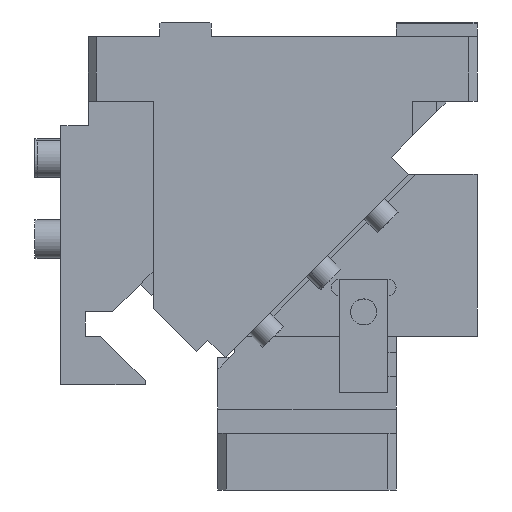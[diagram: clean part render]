
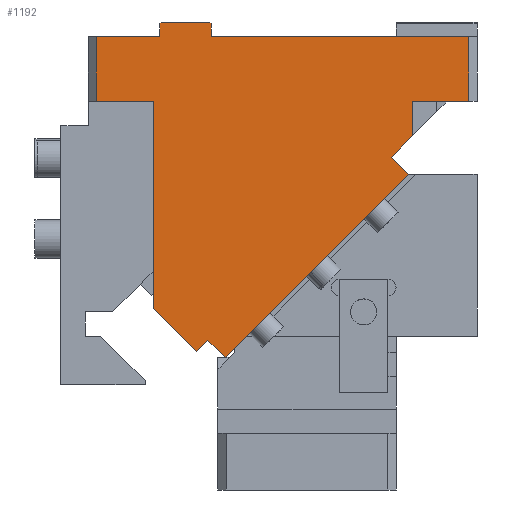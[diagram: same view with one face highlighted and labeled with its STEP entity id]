
A CAD part, front view. The second image highlights one B-rep face of the part: STEP entity #1192.
In plain terms, the highlighted planar face has unit normal (0, -1, 0).
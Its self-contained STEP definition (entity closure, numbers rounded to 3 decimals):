
#160=CARTESIAN_POINT('Vertex',(5.,-130.,0.)) ;
#163=CARTESIAN_POINT('Line Origine',(24.5,-130.,0.)) ;
#167=CARTESIAN_POINT('Vertex',(44.,-130.,0.)) ;
#480=CARTESIAN_POINT('Vertex',(76.,-130.,0.)) ;
#485=CARTESIAN_POINT('Line Origine',(155.5,-130.,0.)) ;
#489=CARTESIAN_POINT('Vertex',(235.,-130.,0.)) ;
#841=CARTESIAN_POINT('Vertex',(200.,-130.,-61.36)) ;
#844=CARTESIAN_POINT('Line Origine',(193.483,-130.,-67.877)) ;
#848=CARTESIAN_POINT('Vertex',(186.967,-130.,-74.393)) ;
#1039=CARTESIAN_POINT('Line Origine',(44.,-130.,4.)) ;
#1043=CARTESIAN_POINT('Vertex',(44.,-130.,8.)) ;
#1067=CARTESIAN_POINT('Axis2P3D Location',(0.,-130.,0.)) ;
#1072=CARTESIAN_POINT('Line Origine',(22.5,-130.,-40.)) ;
#1076=CARTESIAN_POINT('Vertex',(40.,-130.,-40.)) ;
#1078=CARTESIAN_POINT('Vertex',(5.,-130.,-40.)) ;
#1081=CARTESIAN_POINT('Line Origine',(40.,-130.,-103.921)) ;
#1085=CARTESIAN_POINT('Vertex',(40.,-130.,-167.843)) ;
#1088=CARTESIAN_POINT('Line Origine',(53.379,-130.,-181.222)) ;
#1092=CARTESIAN_POINT('Vertex',(66.759,-130.,-194.602)) ;
#1095=CARTESIAN_POINT('Line Origine',(70.294,-130.,-191.066)) ;
#1099=CARTESIAN_POINT('Vertex',(73.83,-130.,-187.53)) ;
#1102=CARTESIAN_POINT('Line Origine',(79.133,-130.,-192.834)) ;
#1106=CARTESIAN_POINT('Vertex',(84.437,-130.,-198.137)) ;
#1109=CARTESIAN_POINT('Line Origine',(141.005,-130.,-141.569)) ;
#1113=CARTESIAN_POINT('Vertex',(197.574,-130.,-85.)) ;
#1116=CARTESIAN_POINT('Line Origine',(192.27,-130.,-79.697)) ;
#1121=CARTESIAN_POINT('Line Origine',(200.,-130.,-50.68)) ;
#1125=CARTESIAN_POINT('Vertex',(200.,-130.,-40.)) ;
#1128=CARTESIAN_POINT('Line Origine',(217.5,-130.,-40.)) ;
#1132=CARTESIAN_POINT('Vertex',(235.,-130.,-40.)) ;
#1135=CARTESIAN_POINT('Line Origine',(235.,-130.,-20.)) ;
#1140=CARTESIAN_POINT('Line Origine',(76.,-130.,4.)) ;
#1144=CARTESIAN_POINT('Vertex',(76.,-130.,8.)) ;
#1147=CARTESIAN_POINT('Line Origine',(75.5,-130.,8.5)) ;
#1151=CARTESIAN_POINT('Vertex',(75.,-130.,9.)) ;
#1154=CARTESIAN_POINT('Line Origine',(60.,-130.,9.)) ;
#1158=CARTESIAN_POINT('Vertex',(45.,-130.,9.)) ;
#1161=CARTESIAN_POINT('Line Origine',(44.5,-130.,8.5)) ;
#1166=CARTESIAN_POINT('Line Origine',(5.,-130.,-20.)) ;
#164=DIRECTION('Vector Direction',(1.,0.,0.)) ;
#486=DIRECTION('Vector Direction',(1.,0.,0.)) ;
#845=DIRECTION('Vector Direction',(-0.707,0.,-0.707)) ;
#1040=DIRECTION('Vector Direction',(0.,0.,-1.)) ;
#1068=DIRECTION('Axis2P3D Direction',(0.,1.,0.)) ;
#1069=DIRECTION('Axis2P3D XDirection',(0.,0.,1.)) ;
#1073=DIRECTION('Vector Direction',(-1.,0.,0.)) ;
#1082=DIRECTION('Vector Direction',(0.,0.,-1.)) ;
#1089=DIRECTION('Vector Direction',(-0.707,0.,0.707)) ;
#1096=DIRECTION('Vector Direction',(-0.707,0.,-0.707)) ;
#1103=DIRECTION('Vector Direction',(-0.707,0.,0.707)) ;
#1110=DIRECTION('Vector Direction',(-0.707,0.,-0.707)) ;
#1117=DIRECTION('Vector Direction',(-0.707,0.,0.707)) ;
#1122=DIRECTION('Vector Direction',(0.,0.,1.)) ;
#1129=DIRECTION('Vector Direction',(1.,0.,0.)) ;
#1136=DIRECTION('Vector Direction',(0.,0.,1.)) ;
#1141=DIRECTION('Vector Direction',(0.,0.,1.)) ;
#1148=DIRECTION('Vector Direction',(-0.707,0.,0.707)) ;
#1155=DIRECTION('Vector Direction',(-1.,0.,0.)) ;
#1162=DIRECTION('Vector Direction',(-0.707,0.,-0.707)) ;
#1167=DIRECTION('Vector Direction',(0.,0.,-1.)) ;
#1070=AXIS2_PLACEMENT_3D('Plane Axis2P3D',#1067,#1068,#1069) ;
#1172=ORIENTED_EDGE('',*,*,#1080,.F.) ;
#1173=ORIENTED_EDGE('',*,*,#1087,.T.) ;
#1174=ORIENTED_EDGE('',*,*,#1094,.F.) ;
#1175=ORIENTED_EDGE('',*,*,#1101,.F.) ;
#1176=ORIENTED_EDGE('',*,*,#1108,.F.) ;
#1177=ORIENTED_EDGE('',*,*,#1115,.F.) ;
#1178=ORIENTED_EDGE('',*,*,#1120,.T.) ;
#1179=ORIENTED_EDGE('',*,*,#850,.F.) ;
#1180=ORIENTED_EDGE('',*,*,#1127,.T.) ;
#1181=ORIENTED_EDGE('',*,*,#1134,.T.) ;
#1182=ORIENTED_EDGE('',*,*,#1139,.T.) ;
#1183=ORIENTED_EDGE('',*,*,#491,.F.) ;
#1184=ORIENTED_EDGE('',*,*,#1146,.T.) ;
#1185=ORIENTED_EDGE('',*,*,#1153,.T.) ;
#1186=ORIENTED_EDGE('',*,*,#1160,.T.) ;
#1187=ORIENTED_EDGE('',*,*,#1165,.T.) ;
#1188=ORIENTED_EDGE('',*,*,#1045,.T.) ;
#1189=ORIENTED_EDGE('',*,*,#169,.F.) ;
#1190=ORIENTED_EDGE('',*,*,#1170,.T.) ;
#165=VECTOR('Line Direction',#164,1.) ;
#487=VECTOR('Line Direction',#486,1.) ;
#846=VECTOR('Line Direction',#845,1.) ;
#1041=VECTOR('Line Direction',#1040,1.) ;
#1074=VECTOR('Line Direction',#1073,1.) ;
#1083=VECTOR('Line Direction',#1082,1.) ;
#1090=VECTOR('Line Direction',#1089,1.) ;
#1097=VECTOR('Line Direction',#1096,1.) ;
#1104=VECTOR('Line Direction',#1103,1.) ;
#1111=VECTOR('Line Direction',#1110,1.) ;
#1118=VECTOR('Line Direction',#1117,1.) ;
#1123=VECTOR('Line Direction',#1122,1.) ;
#1130=VECTOR('Line Direction',#1129,1.) ;
#1137=VECTOR('Line Direction',#1136,1.) ;
#1142=VECTOR('Line Direction',#1141,1.) ;
#1149=VECTOR('Line Direction',#1148,1.) ;
#1156=VECTOR('Line Direction',#1155,1.) ;
#1163=VECTOR('Line Direction',#1162,1.) ;
#1168=VECTOR('Line Direction',#1167,1.) ;
#1192=ADVANCED_FACE('CAM HOLDER',(#1191),#1071,.F.) ;
#169=EDGE_CURVE('',#161,#168,#166,.T.) ;
#491=EDGE_CURVE('',#481,#490,#488,.T.) ;
#850=EDGE_CURVE('',#842,#849,#847,.T.) ;
#1045=EDGE_CURVE('',#1044,#168,#1042,.T.) ;
#1080=EDGE_CURVE('',#1077,#1079,#1075,.T.) ;
#1087=EDGE_CURVE('',#1077,#1086,#1084,.T.) ;
#1094=EDGE_CURVE('',#1093,#1086,#1091,.T.) ;
#1101=EDGE_CURVE('',#1100,#1093,#1098,.T.) ;
#1108=EDGE_CURVE('',#1107,#1100,#1105,.T.) ;
#1115=EDGE_CURVE('',#1114,#1107,#1112,.T.) ;
#1120=EDGE_CURVE('',#1114,#849,#1119,.T.) ;
#1127=EDGE_CURVE('',#842,#1126,#1124,.T.) ;
#1134=EDGE_CURVE('',#1126,#1133,#1131,.T.) ;
#1139=EDGE_CURVE('',#1133,#490,#1138,.T.) ;
#1146=EDGE_CURVE('',#481,#1145,#1143,.T.) ;
#1153=EDGE_CURVE('',#1145,#1152,#1150,.T.) ;
#1160=EDGE_CURVE('',#1152,#1159,#1157,.T.) ;
#1165=EDGE_CURVE('',#1159,#1044,#1164,.T.) ;
#1170=EDGE_CURVE('',#161,#1079,#1169,.T.) ;
#1171=EDGE_LOOP('',(#1172,#1173,#1174,#1175,#1176,#1177,#1178,#1179,#1180,#1181,#1182,#1183,#1184,#1185,#1186,#1187,#1188,#1189,#1190)) ;
#1191=FACE_OUTER_BOUND('',#1171,.T.) ;
#166=LINE('Line',#163,#165) ;
#488=LINE('Line',#485,#487) ;
#847=LINE('Line',#844,#846) ;
#1042=LINE('Line',#1039,#1041) ;
#1075=LINE('Line',#1072,#1074) ;
#1084=LINE('Line',#1081,#1083) ;
#1091=LINE('Line',#1088,#1090) ;
#1098=LINE('Line',#1095,#1097) ;
#1105=LINE('Line',#1102,#1104) ;
#1112=LINE('Line',#1109,#1111) ;
#1119=LINE('Line',#1116,#1118) ;
#1124=LINE('Line',#1121,#1123) ;
#1131=LINE('Line',#1128,#1130) ;
#1138=LINE('Line',#1135,#1137) ;
#1143=LINE('Line',#1140,#1142) ;
#1150=LINE('Line',#1147,#1149) ;
#1157=LINE('Line',#1154,#1156) ;
#1164=LINE('Line',#1161,#1163) ;
#1169=LINE('Line',#1166,#1168) ;
#1071=PLANE('Plane',#1070) ;
#161=VERTEX_POINT('',#160) ;
#168=VERTEX_POINT('',#167) ;
#481=VERTEX_POINT('',#480) ;
#490=VERTEX_POINT('',#489) ;
#842=VERTEX_POINT('',#841) ;
#849=VERTEX_POINT('',#848) ;
#1044=VERTEX_POINT('',#1043) ;
#1077=VERTEX_POINT('',#1076) ;
#1079=VERTEX_POINT('',#1078) ;
#1086=VERTEX_POINT('',#1085) ;
#1093=VERTEX_POINT('',#1092) ;
#1100=VERTEX_POINT('',#1099) ;
#1107=VERTEX_POINT('',#1106) ;
#1114=VERTEX_POINT('',#1113) ;
#1126=VERTEX_POINT('',#1125) ;
#1133=VERTEX_POINT('',#1132) ;
#1145=VERTEX_POINT('',#1144) ;
#1152=VERTEX_POINT('',#1151) ;
#1159=VERTEX_POINT('',#1158) ;
